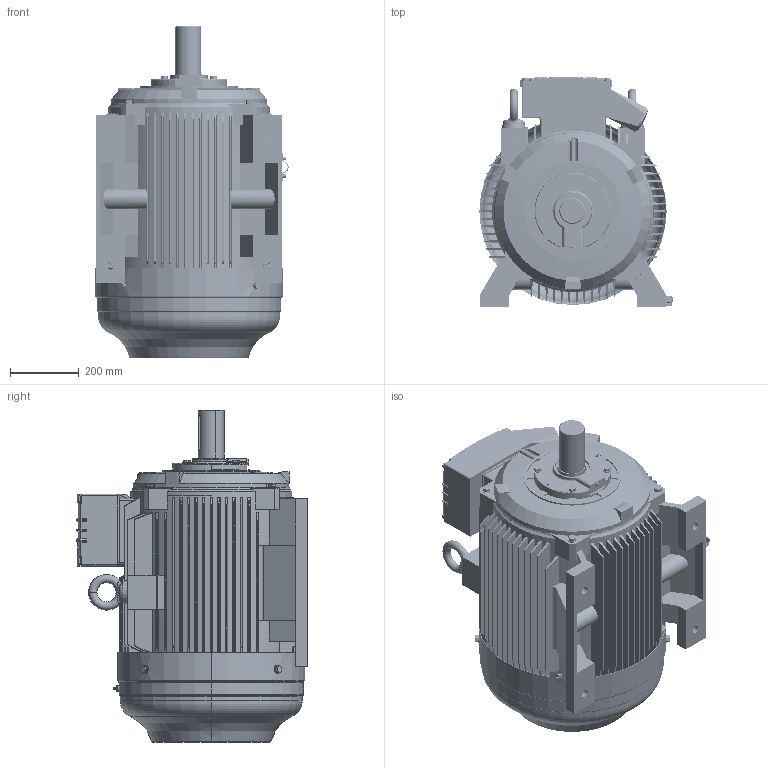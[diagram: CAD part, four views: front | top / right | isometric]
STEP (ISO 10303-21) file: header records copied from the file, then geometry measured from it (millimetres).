
FILE_DESCRIPTION((''),'2;1');
FILE_NAME('1WE280SB34','2012-12-22T',('Administrator'),(''),'PRO/ENGINEER BY PARAMETRIC TECHNOLOGY CORPORATION, 2009280','PRO/ENGINEER BY PARAMETRIC TECHNOLOGY CORPORATION, 2009280','');
FILE_SCHEMA(('CONFIG_CONTROL_DESIGN'));
Products named in the file (1): 1WE280SB34
Bounding box: 563.5 x 672.34 x 968 mm (x, y, z)
Volume: 130606528.3 mm3; surface area: 5207718.5 mm2
Topology: 2 solids, 11 shells, 7592 faces, 21956 edges, 14503 vertices
Faces by surface type: plane 3814, cylinder 3384, cone 290, torus 72, bspline 28, sphere 4
Entity records: 259955 total; most frequent: CARTESIAN_POINT 53440, ORIENTED_EDGE 43904, DIRECTION 42650, EDGE_CURVE 21952, AXIS2_PLACEMENT_3D 14588, VERTEX_POINT 14503, VECTOR 13474, LINE 13474
